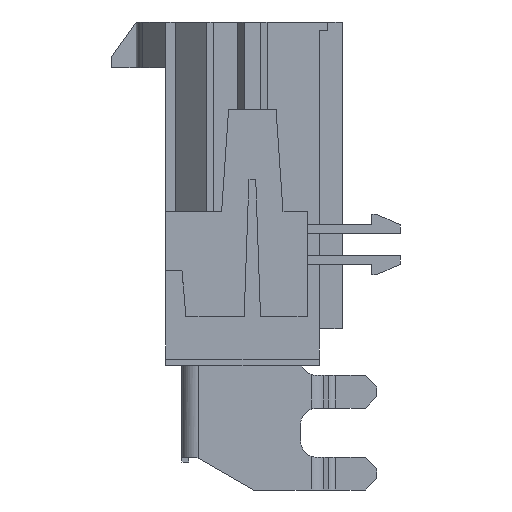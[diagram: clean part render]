
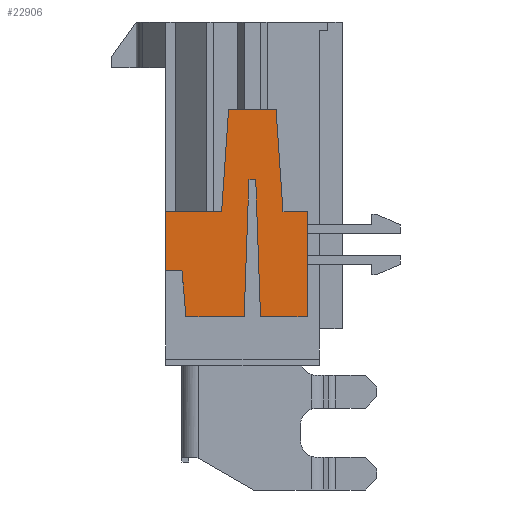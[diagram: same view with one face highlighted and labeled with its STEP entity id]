
A CAD part, left-side view. The second image highlights one B-rep face of the part: STEP entity #22906.
In plain terms, the highlighted planar face has unit normal (-1, 0, 0).
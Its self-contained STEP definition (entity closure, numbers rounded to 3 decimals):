
#6389=DIRECTION('',(0.,-1.,0.));
#6390=VECTOR('',#6389,3.425);
#6391=CARTESIAN_POINT('',(-31.91,4.7,-1.3));
#6392=LINE('',#6391,#6390);
#8105=DIRECTION('',(0.,0.,1.));
#8106=VECTOR('',#8105,3.6);
#8107=CARTESIAN_POINT('',(-31.91,4.7,-4.9));
#8108=LINE('',#8107,#8106);
#8109=DIRECTION('',(0.,-0.068,0.998));
#8110=VECTOR('',#8109,6.264);
#8111=CARTESIAN_POINT('',(-31.91,1.275,-1.3));
#8112=LINE('',#8111,#8110);
#8113=DIRECTION('',(0.,-1.,0.));
#8114=VECTOR('',#8113,2.9);
#8115=CARTESIAN_POINT('',(-31.91,0.85,4.95));
#8116=LINE('',#8115,#8114);
#8117=DIRECTION('',(0.,-0.068,-0.998));
#8118=VECTOR('',#8117,6.264);
#8119=CARTESIAN_POINT('',(-31.91,-2.05,4.95));
#8120=LINE('',#8119,#8118);
#8121=DIRECTION('',(0.,-1.,0.));
#8122=VECTOR('',#8121,1.475);
#8123=CARTESIAN_POINT('',(-31.91,-2.475,-1.3));
#8124=LINE('',#8123,#8122);
#8125=DIRECTION('',(0.,0.,-1.));
#8126=VECTOR('',#8125,6.4);
#8127=CARTESIAN_POINT('',(-31.91,-3.95,-1.3));
#8128=LINE('',#8127,#8126);
#8129=DIRECTION('',(0.,1.,0.));
#8130=VECTOR('',#8129,2.85);
#8131=CARTESIAN_POINT('',(-31.91,-3.95,-7.7));
#8132=LINE('',#8131,#8130);
#8133=DIRECTION('',(0.,0.035,0.999));
#8134=VECTOR('',#8133,8.355);
#8135=CARTESIAN_POINT('',(-31.91,-1.1,-7.7));
#8136=LINE('',#8135,#8134);
#8137=DIRECTION('',(0.,1.,0.));
#8138=VECTOR('',#8137,0.417);
#8139=CARTESIAN_POINT('',(-31.91,-0.808,0.65));
#8140=LINE('',#8139,#8138);
#8141=DIRECTION('',(0.,0.035,-0.999));
#8142=VECTOR('',#8141,8.355);
#8143=CARTESIAN_POINT('',(-31.91,-0.392,0.65));
#8144=LINE('',#8143,#8142);
#8145=DIRECTION('',(0.,1.,0.));
#8146=VECTOR('',#8145,3.555);
#8147=CARTESIAN_POINT('',(-31.91,-0.1,-7.7));
#8148=LINE('',#8147,#8146);
#8149=DIRECTION('',(0.,0.087,0.996));
#8150=VECTOR('',#8149,2.811);
#8151=CARTESIAN_POINT('',(-31.91,3.455,-7.7));
#8152=LINE('',#8151,#8150);
#8153=DIRECTION('',(0.,1.,0.));
#8154=VECTOR('',#8153,1.);
#8155=CARTESIAN_POINT('',(-31.91,3.7,-4.9));
#8156=LINE('',#8155,#8154);
#11310=CARTESIAN_POINT('',(-31.91,-3.95,-1.3));
#11311=CARTESIAN_POINT('',(-31.91,-3.95,-7.7));
#11312=VERTEX_POINT('',#11310);
#11313=VERTEX_POINT('',#11311);
#11314=CARTESIAN_POINT('',(-31.91,-1.1,-7.7));
#11315=VERTEX_POINT('',#11314);
#11316=CARTESIAN_POINT('',(-31.91,3.455,-7.7));
#11317=CARTESIAN_POINT('',(-31.91,3.7,-4.9));
#11318=VERTEX_POINT('',#11316);
#11319=VERTEX_POINT('',#11317);
#11320=CARTESIAN_POINT('',(-31.91,4.7,-4.9));
#11321=VERTEX_POINT('',#11320);
#11322=CARTESIAN_POINT('',(-31.91,-0.808,0.65));
#11323=VERTEX_POINT('',#11322);
#11324=CARTESIAN_POINT('',(-31.91,-0.392,0.65));
#11325=VERTEX_POINT('',#11324);
#11326=CARTESIAN_POINT('',(-31.91,-0.1,-7.7));
#11327=VERTEX_POINT('',#11326);
#11328=CARTESIAN_POINT('',(-31.91,0.85,4.95));
#11329=CARTESIAN_POINT('',(-31.91,-2.05,4.95));
#11330=VERTEX_POINT('',#11328);
#11331=VERTEX_POINT('',#11329);
#11332=CARTESIAN_POINT('',(-31.91,-2.475,-1.3));
#11333=VERTEX_POINT('',#11332);
#12381=CARTESIAN_POINT('',(-31.91,4.7,-1.3));
#12382=VERTEX_POINT('',#12381);
#12435=CARTESIAN_POINT('',(-31.91,1.275,-1.3));
#12436=VERTEX_POINT('',#12435);
#22875=CARTESIAN_POINT('',(-31.91,-4.7,-10.3));
#22876=DIRECTION('',(1.,0.,0.));
#22877=DIRECTION('',(0.,0.,-1.));
#22878=AXIS2_PLACEMENT_3D('',#22875,#22876,#22877);
#22879=PLANE('',#22878);
#22880=ORIENTED_EDGE('',*,*,#20839,.T.);
#22881=ORIENTED_EDGE('',*,*,#20933,.T.);
#22883=ORIENTED_EDGE('',*,*,#22882,.T.);
#22885=ORIENTED_EDGE('',*,*,#22884,.T.);
#22887=ORIENTED_EDGE('',*,*,#22886,.T.);
#22889=ORIENTED_EDGE('',*,*,#22888,.T.);
#22891=ORIENTED_EDGE('',*,*,#22890,.T.);
#22893=ORIENTED_EDGE('',*,*,#22892,.T.);
#22895=ORIENTED_EDGE('',*,*,#22894,.T.);
#22897=ORIENTED_EDGE('',*,*,#22896,.T.);
#22899=ORIENTED_EDGE('',*,*,#22898,.T.);
#22901=ORIENTED_EDGE('',*,*,#22900,.T.);
#22902=ORIENTED_EDGE('',*,*,#22798,.T.);
#22903=ORIENTED_EDGE('',*,*,#22869,.T.);
#22904=EDGE_LOOP('',(#22880,#22881,#22883,#22885,#22887,#22889,#22891,#22893,
#22895,#22897,#22899,#22901,#22902,#22903));
#22905=FACE_OUTER_BOUND('',#22904,.F.);
#22906=ADVANCED_FACE('',(#22905),#22879,.F.);
#20839=EDGE_CURVE('',#11321,#12382,#8108,.T.);
#20933=EDGE_CURVE('',#12382,#12436,#6392,.T.);
#22798=EDGE_CURVE('',#11318,#11319,#8152,.T.);
#22869=EDGE_CURVE('',#11319,#11321,#8156,.T.);
#22882=EDGE_CURVE('',#12436,#11330,#8112,.T.);
#22884=EDGE_CURVE('',#11330,#11331,#8116,.T.);
#22886=EDGE_CURVE('',#11331,#11333,#8120,.T.);
#22888=EDGE_CURVE('',#11333,#11312,#8124,.T.);
#22890=EDGE_CURVE('',#11312,#11313,#8128,.T.);
#22892=EDGE_CURVE('',#11313,#11315,#8132,.T.);
#22894=EDGE_CURVE('',#11315,#11323,#8136,.T.);
#22896=EDGE_CURVE('',#11323,#11325,#8140,.T.);
#22898=EDGE_CURVE('',#11325,#11327,#8144,.T.);
#22900=EDGE_CURVE('',#11327,#11318,#8148,.T.);
